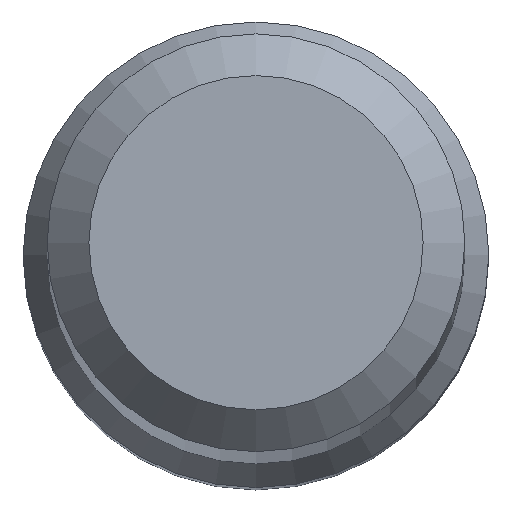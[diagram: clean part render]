
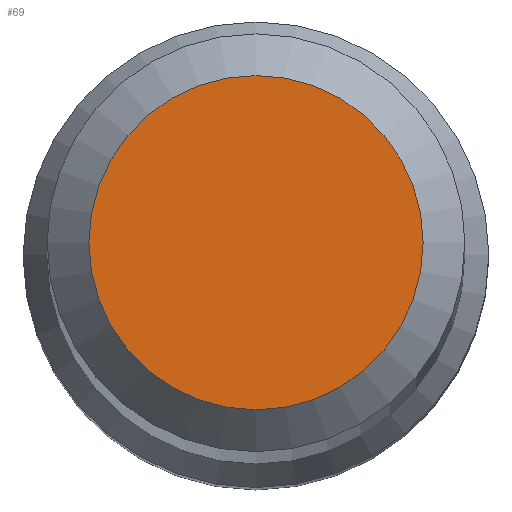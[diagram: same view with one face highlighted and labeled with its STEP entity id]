
A CAD part, top view. The second image highlights one B-rep face of the part: STEP entity #69.
In plain terms, the highlighted planar face has unit normal (0, 0, 1).
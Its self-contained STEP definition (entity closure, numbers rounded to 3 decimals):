
#21 = EDGE_LOOP ( 'NONE', ( #195 ) ) ;
#59 = AXIS2_PLACEMENT_3D ( 'NONE', #219, #160, #223 ) ;
#69 = ADVANCED_FACE ( 'NONE', ( #235 ), #121, .T. ) ;
#70 = DIRECTION ( 'NONE',  ( 0., 1., 0. ) ) ;
#83 = EDGE_CURVE ( 'NONE', #118, #118, #217, .T. ) ;
#118 = VERTEX_POINT ( 'NONE', #213 ) ;
#121 = PLANE ( 'NONE',  #59 ) ;
#160 = DIRECTION ( 'NONE',  ( 0., 0., 1. ) ) ;
#195 = ORIENTED_EDGE ( 'NONE', *, *, #83, .F. ) ;
#204 = CARTESIAN_POINT ( 'NONE',  ( 0., 0., 80. ) ) ;
#213 = CARTESIAN_POINT ( 'NONE',  ( 0., 1.6, 80. ) ) ;
#217 = CIRCLE ( 'NONE', #222, 1.6 ) ;
#219 = CARTESIAN_POINT ( 'NONE',  ( 0., 0., 80. ) ) ;
#222 = AXIS2_PLACEMENT_3D ( 'NONE', #204, #236, #70 ) ;
#223 = DIRECTION ( 'NONE',  ( 0., -1., 0. ) ) ;
#235 = FACE_OUTER_BOUND ( 'NONE', #21, .T. ) ;
#236 = DIRECTION ( 'NONE',  ( 0., 0., -1. ) ) ;
